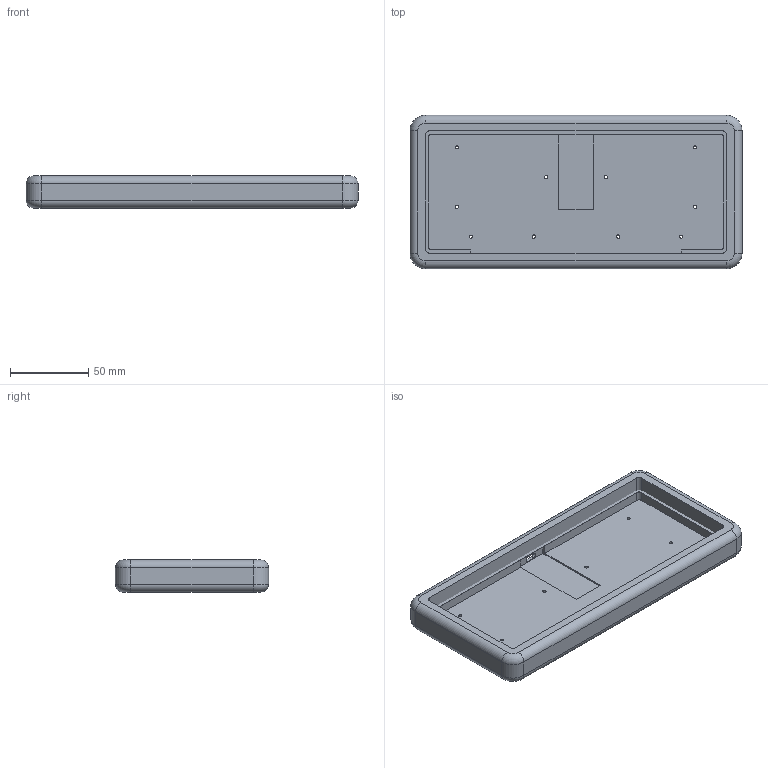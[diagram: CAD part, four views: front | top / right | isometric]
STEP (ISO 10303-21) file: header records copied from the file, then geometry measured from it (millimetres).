
FILE_DESCRIPTION(('HOOPS Exchange Step'),'2;1');
FILE_NAME('temp_export','2023-05-31T11:47:32-04:00',('mobile'),('Shapr3D Limited'),'HOOPS Exchange 2022.2','Shapr3D','Authorized');
FILE_SCHEMA( ('AUTOMOTIVE_DESIGN { 1 0 10303 214 1 1 1 1 }') );
Length unit declared in the file: millimetre
Products named in the file (1): Case (Official Pico)
Bounding box: 212.5 x 98.2 x 20.6 mm (x, y, z)
Volume: 155727.6 mm3; surface area: 64868.4 mm2
Topology: 2 solids, 2 shells, 111 faces, 300 edges, 204 vertices
Faces by surface type: cylinder 47, plane 44, torus 14, cone 4, sphere 2
Full cylindrical faces by diameter (mm): 2 x6, 2.2 x4, 4 x10
Entity records: 3705 total; most frequent: DIRECTION 678, CARTESIAN_POINT 667, ORIENTED_EDGE 600, EDGE_CURVE 300, AXIS2_PLACEMENT_3D 270, VERTEX_POINT 204, CIRCLE 158, EDGE_LOOP 144
